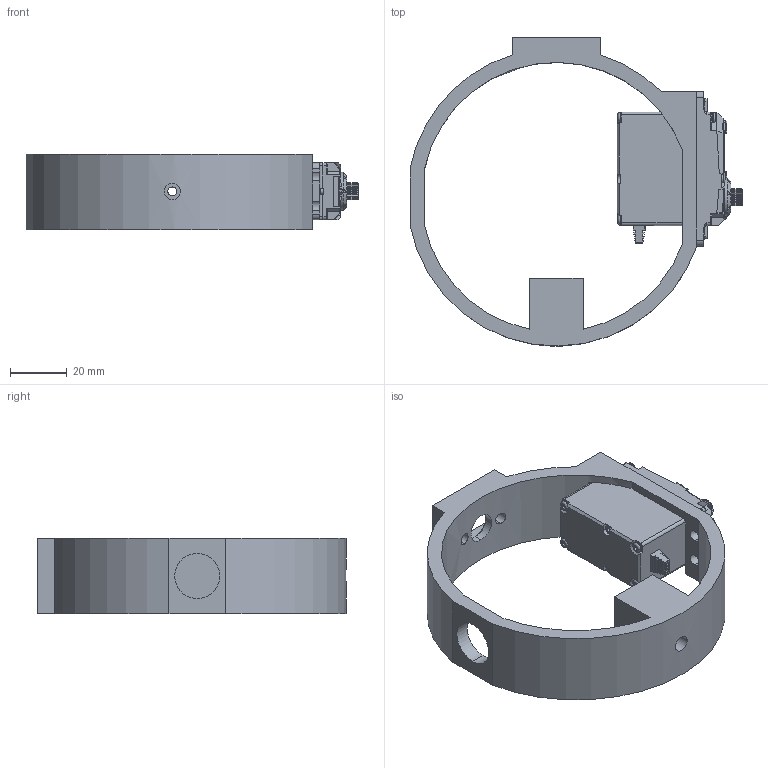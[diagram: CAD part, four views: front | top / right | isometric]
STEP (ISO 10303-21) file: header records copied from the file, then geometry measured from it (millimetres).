
FILE_DESCRIPTION((''),'2;1');
FILE_NAME('MOTOR_HEAD_1A','2022-06-21T11:43:16',('andyc'),(''),'CREO PARAMETRIC BY PTC INC, 2021404','CREO PARAMETRIC BY PTC INC, 2021404','');
FILE_SCHEMA(('CONFIG_CONTROL_DESIGN'));
Products named in the file (1): MOTOR_HEAD_1A
Bounding box: 117.04 x 108.66 x 26.45 mm (x, y, z)
Volume: 58861.5 mm3; surface area: 35371.9 mm2
Topology: 1 solids, 1 shells, 1475 faces, 3778 edges, 2350 vertices
Faces by surface type: plane 590, cylinder 537, cone 248, torus 60, bspline 40
Entity records: 55317 total; most frequent: CARTESIAN_POINT 19458, ORIENTED_EDGE 7556, DIRECTION 7492, EDGE_CURVE 3778, AXIS2_PLACEMENT_3D 2705, VERTEX_POINT 2350, VECTOR 2082, LINE 2082
